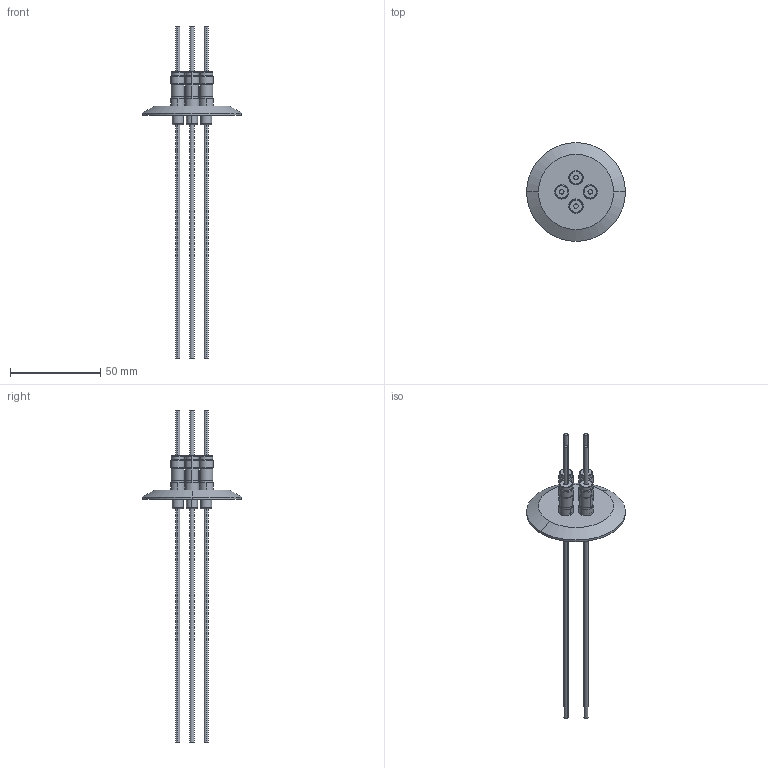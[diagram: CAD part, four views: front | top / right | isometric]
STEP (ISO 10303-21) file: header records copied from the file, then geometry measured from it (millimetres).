
FILE_DESCRIPTION (( 'STEP AP214' ), '1' );
FILE_NAME ('120XST040-5-30-4.step', '2017-07-10T09:34:50', ( 'install' ), ( '' ), 'SwSTEP 2.0', 'SolidWorks 2015', '' );
FILE_SCHEMA (( 'AUTOMOTIVE_DESIGN' ));
Length unit declared in the file: inch
Products named in the file (1): 120XST040-5-30-4
Bounding box: 54.86 x 54.86 x 184.15 mm (x, y, z)
Surface area: 15946.8 mm2 (no closed solid volume)
Topology: 0 solids, 27 shells, 172 faces, 402 edges, 258 vertices
Faces by surface type: cylinder 102, plane 28, cone 26, torus 16
Entity records: 5530 total; most frequent: CARTESIAN_POINT 1335, DIRECTION 994, ORIENTED_EDGE 716, AXIS2_PLACEMENT_3D 433, EDGE_CURVE 402, CIRCLE 260, VERTEX_POINT 258, EDGE_LOOP 198
